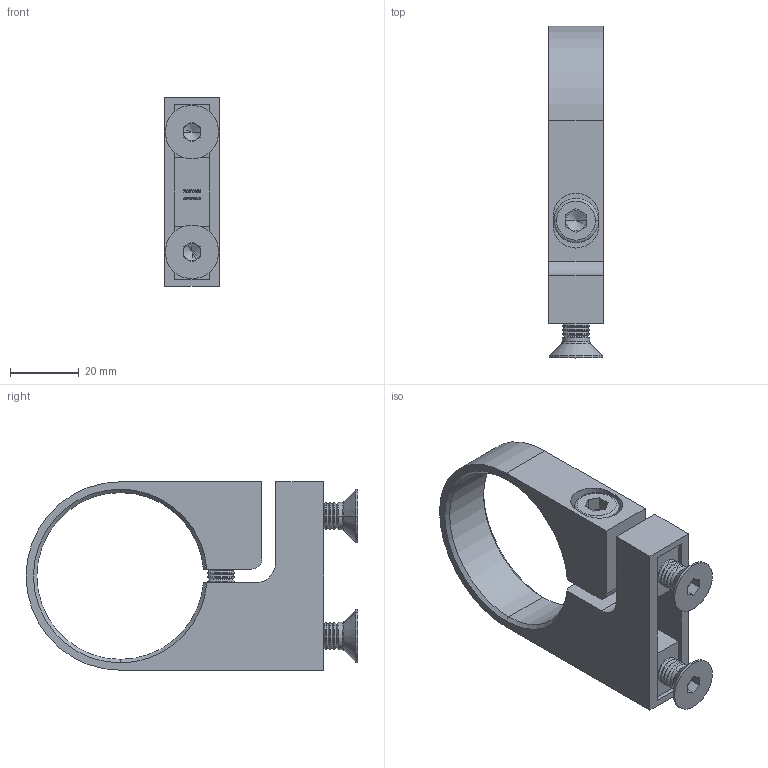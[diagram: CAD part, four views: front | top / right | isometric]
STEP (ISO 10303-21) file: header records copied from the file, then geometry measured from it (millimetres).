
FILE_DESCRIPTION (( 'STEP AP203' ), '1' );
FILE_NAME ('60207-240.step', '2019-05-03T08:22:18', ( '' ), ( '' ), 'SwSTEP 2.0', 'SolidWorks 2015', '' );
FILE_SCHEMA (( 'CONFIG_CONTROL_DESIGN' ));
Length unit declared in the file: millimetre
Products named in the file (4): socket head cap screw_din_DIN 912 M8 x 30 --- 30S; 6020X-240 Teil1 Konfig_60207-240 Teil1; 60207-240; socket countersunk head screw_din_DIN 7991 - M8 x 20 --- 20S
Assembly tree (4 placements, depth 2):
  60207-240
    6020X-240 Teil1 Konfig_60207-240 Teil1
    socket head cap screw_din_DIN 912 M8 x 30 --- 30S
    socket countersunk head screw_din_DIN 7991 - M8 x 20 --- 20S  x2
Bounding box: 16 x 96.85 x 55 mm (x, y, z)
Volume: 35814.3 mm3; surface area: 18984.5 mm2
Topology: 4 solids, 4 shells, 598 faces, 1546 edges, 979 vertices
Faces by surface type: cone 198, plane 182, cylinder 114, bspline 96, torus 8
Entity records: 21510 total; most frequent: CARTESIAN_POINT 9045, ORIENTED_EDGE 2612, DIRECTION 2346, EDGE_CURVE 1306, VERTEX_POINT 838, AXIS2_PLACEMENT_3D 819, LINE 708, VECTOR 708
